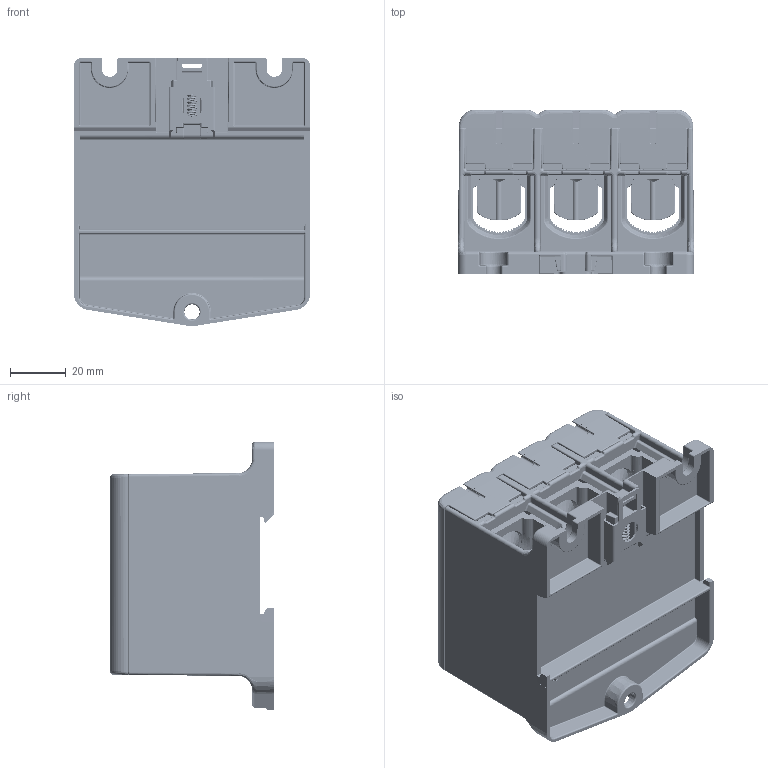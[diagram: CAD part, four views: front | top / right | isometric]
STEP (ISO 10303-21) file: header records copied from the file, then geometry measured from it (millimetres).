
FILE_DESCRIPTION((''),'2;1');
FILE_NAME('PROCUS_KE63-03_ASM','2019-05-28T',('kjell_andersson'),(''),'CREO PARAMETRIC BY PTC INC, 2018070','CREO PARAMETRIC BY PTC INC, 2018070','');
FILE_SCHEMA(('AUTOMOTIVE_DESIGN { 1 0 10303 214 1 1 1 1 }'));
Products named in the file (7): PMR3188; PSK29-1; PTK105; PPK204; PJ54_L10-7; PMR3189; PROCUS_KE63-03_ASM
Assembly tree (13 placements, depth 2):
  PROCUS_KE63-03_ASM
    PMR3188
    PSK29-1  x3
    PTK105  x6
    PPK204
    PJ54_L10-7
    PMR3189
Bounding box: 84.74 x 58.9 x 96.06 mm (x, y, z)
Volume: 166866.4 mm3; surface area: 147135.2 mm2
Topology: 13 solids, 13 shells, 5608 faces, 14169 edges, 8596 vertices
Faces by surface type: cylinder 2296, plane 1812, bspline 1104, sphere 246, cone 98, torus 50, revolution 2
Entity records: 243889 total; most frequent: CARTESIAN_POINT 102043, ORIENTED_EDGE 23766, DIRECTION 19700, EDGE_CURVE 11883, PRESENTATION_STYLE_ASSIGNMENT 10656, STYLED_ITEM 10656, CURVE_STYLE 10654, VERTEX_POINT 7120
